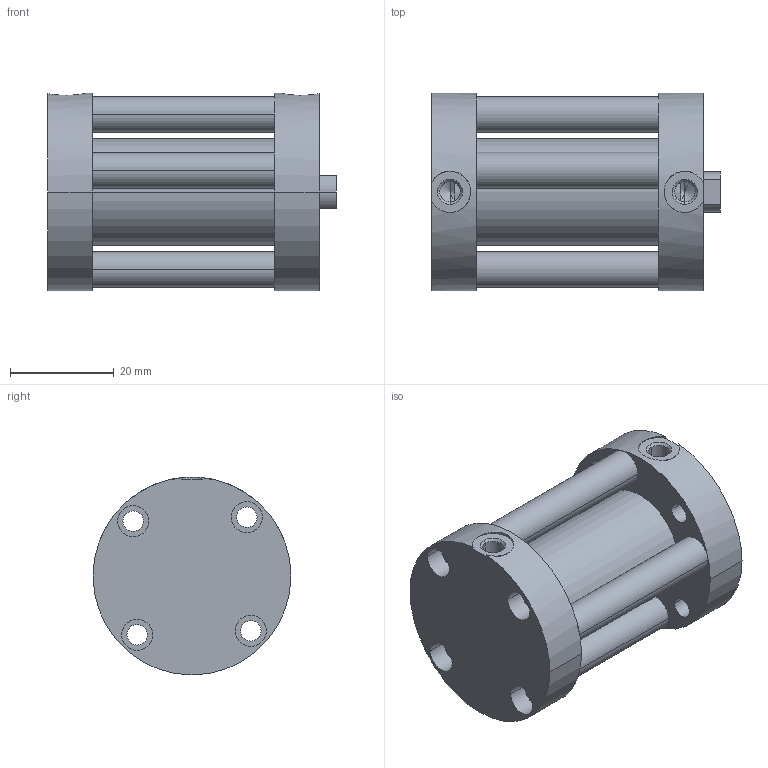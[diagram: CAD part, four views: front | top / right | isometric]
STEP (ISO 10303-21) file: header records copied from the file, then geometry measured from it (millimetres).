
FILE_DESCRIPTION (( 'STEP AP214' ), '1' );
FILE_NAME ('C12015D.STEP', '2015-02-18T14:05:48', ( '' ), ( '' ), 'SwSTEP 2.0', 'SolidWorks 2014', '' );
FILE_SCHEMA (( 'AUTOMOTIVE_DESIGN' ));
Length unit declared in the file: inch
Products named in the file (7): C12015D-FO1_BM_r; C12015D-rod_part; C12015D-FO1_BM_rod; C12015D-FO1_BM_heads (2); C12015D-FO1_BM_tube; C12015D-FO1_BM_heads; C12015D
Assembly tree (9 placements, depth 2):
  C12015D
    C12015D-FO1_BM_heads
    C12015D-FO1_BM_tube
    C12015D-FO1_BM_heads (2)
    C12015D-FO1_BM_rod
    C12015D-rod_part
    C12015D-FO1_BM_r  x4
Bounding box: 55.63 x 38.1 x 38.1 mm (x, y, z)
Volume: 26030.7 mm3; surface area: 20352.1 mm2
Topology: 9 solids, 9 shells, 165 faces, 362 edges, 236 vertices
Faces by surface type: cylinder 104, plane 51, cone 10
Entity records: 4496 total; most frequent: CARTESIAN_POINT 833, DIRECTION 770, ORIENTED_EDGE 608, AXIS2_PLACEMENT_3D 329, EDGE_CURVE 304, VERTEX_POINT 200, CIRCLE 182, EDGE_LOOP 180
